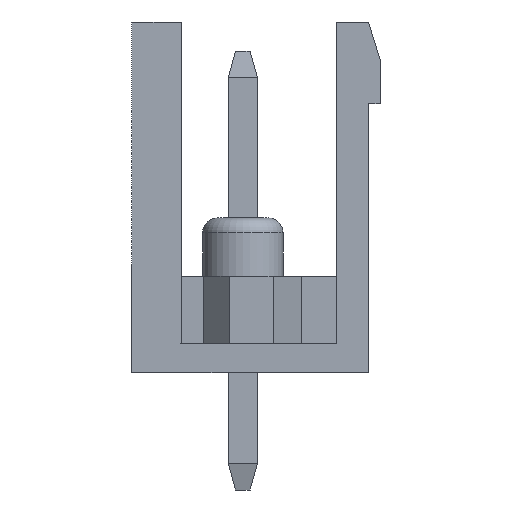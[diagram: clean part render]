
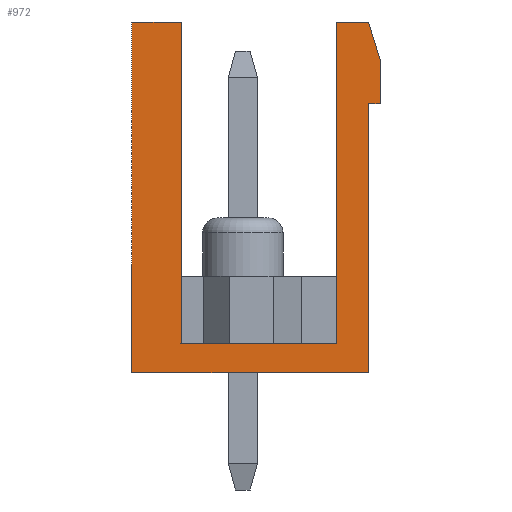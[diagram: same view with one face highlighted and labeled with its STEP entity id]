
A CAD part, left-side view. The second image highlights one B-rep face of the part: STEP entity #972.
In plain terms, the highlighted planar face has unit normal (-1, 0, 0).
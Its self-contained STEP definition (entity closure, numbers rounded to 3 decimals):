
#972 = ADVANCED_FACE( '', ( #2240 ), #2241, .F. );
#2240 = FACE_OUTER_BOUND( '', #3886, .T. );
#2241 = PLANE( '', #3887 );
#3886 = EDGE_LOOP( '', ( #6281, #6282, #6283, #6284, #6285, #6286, #6287, #6288, #6289, #6290, #6291 ) );
#3887 = AXIS2_PLACEMENT_3D( '', #6292, #6293, #6294 );
#6281 = ORIENTED_EDGE( '', *, *, #10887, .T. );
#6282 = ORIENTED_EDGE( '', *, *, #10888, .F. );
#6283 = ORIENTED_EDGE( '', *, *, #10889, .F. );
#6284 = ORIENTED_EDGE( '', *, *, #10890, .F. );
#6285 = ORIENTED_EDGE( '', *, *, #10353, .T. );
#6286 = ORIENTED_EDGE( '', *, *, #10891, .F. );
#6287 = ORIENTED_EDGE( '', *, *, #10892, .F. );
#6288 = ORIENTED_EDGE( '', *, *, #10893, .F. );
#6289 = ORIENTED_EDGE( '', *, *, #10894, .T. );
#6290 = ORIENTED_EDGE( '', *, *, #10222, .T. );
#6291 = ORIENTED_EDGE( '', *, *, #10895, .F. );
#6292 = CARTESIAN_POINT( '', ( -38.1, 0., 0. ) );
#6293 = DIRECTION( '', ( 1., 0., 0. ) );
#6294 = DIRECTION( '', ( 0., 0., -1. ) );
#10222 = EDGE_CURVE( '', #12263, #12264, #12265, .T. );
#10353 = EDGE_CURVE( '', #12502, #12500, #12503, .T. );
#10887 = EDGE_CURVE( '', #13418, #13419, #13420, .T. );
#10888 = EDGE_CURVE( '', #13421, #13419, #13422, .T. );
#10889 = EDGE_CURVE( '', #13423, #13421, #13424, .T. );
#10890 = EDGE_CURVE( '', #12502, #13423, #13425, .T. );
#10891 = EDGE_CURVE( '', #13426, #12500, #13427, .T. );
#10892 = EDGE_CURVE( '', #13428, #13426, #13429, .T. );
#10893 = EDGE_CURVE( '', #13430, #13428, #13431, .T. );
#10894 = EDGE_CURVE( '', #13430, #12263, #13432, .T. );
#10895 = EDGE_CURVE( '', #13418, #12264, #13433, .T. );
#12263 = VERTEX_POINT( '', #15291 );
#12264 = VERTEX_POINT( '', #15292 );
#12265 = LINE( '', #15293, #15294 );
#12500 = VERTEX_POINT( '', #15629 );
#12502 = VERTEX_POINT( '', #15632 );
#12503 = LINE( '', #15633, #15634 );
#13418 = VERTEX_POINT( '', #16948 );
#13419 = VERTEX_POINT( '', #16949 );
#13420 = LINE( '', #16950, #16951 );
#13421 = VERTEX_POINT( '', #16952 );
#13422 = LINE( '', #16953, #16954 );
#13423 = VERTEX_POINT( '', #16955 );
#13424 = LINE( '', #16956, #16957 );
#13425 = LINE( '', #16958, #16959 );
#13426 = VERTEX_POINT( '', #16960 );
#13427 = LINE( '', #16961, #16962 );
#13428 = VERTEX_POINT( '', #16963 );
#13429 = LINE( '', #16964, #16965 );
#13430 = VERTEX_POINT( '', #16966 );
#13431 = LINE( '', #16967, #16968 );
#13432 = LINE( '', #16969, #16970 );
#13433 = LINE( '', #16971, #16972 );
#15291 = CARTESIAN_POINT( '', ( -38.1, -4.05, 3.2 ) );
#15292 = CARTESIAN_POINT( '', ( -38.1, -4.45, 3.2 ) );
#15293 = CARTESIAN_POINT( '', ( -38.1, -4.05, 3.2 ) );
#15294 = VECTOR( '', #19561, 1000. );
#15629 = CARTESIAN_POINT( '', ( -38.1, 2.35, 6. ) );
#15632 = CARTESIAN_POINT( '', ( -38.1, 2.35, -5. ) );
#15633 = CARTESIAN_POINT( '', ( -38.1, 2.35, -5. ) );
#15634 = VECTOR( '', #19690, 1000. );
#16948 = CARTESIAN_POINT( '', ( -38.1, -4.45, 4.7 ) );
#16949 = CARTESIAN_POINT( '', ( -38.1, -4.05, 6. ) );
#16950 = CARTESIAN_POINT( '', ( -38.1, -4.45, 4.7 ) );
#16951 = VECTOR( '', #20195, 1000. );
#16952 = CARTESIAN_POINT( '', ( -38.1, -2.95, 6. ) );
#16953 = CARTESIAN_POINT( '', ( -38.1, 4.05, 6. ) );
#16954 = VECTOR( '', #20196, 1000. );
#16955 = CARTESIAN_POINT( '', ( -38.1, -2.95, -5. ) );
#16956 = CARTESIAN_POINT( '', ( -38.1, -2.95, -5. ) );
#16957 = VECTOR( '', #20197, 1000. );
#16958 = CARTESIAN_POINT( '', ( -38.1, 2.35, -5. ) );
#16959 = VECTOR( '', #20198, 1000. );
#16960 = CARTESIAN_POINT( '', ( -38.1, 4.05, 6. ) );
#16961 = CARTESIAN_POINT( '', ( -38.1, 4.05, 6. ) );
#16962 = VECTOR( '', #20199, 1000. );
#16963 = CARTESIAN_POINT( '', ( -38.1, 4.05, -6. ) );
#16964 = CARTESIAN_POINT( '', ( -38.1, 4.05, -6. ) );
#16965 = VECTOR( '', #20200, 1000. );
#16966 = CARTESIAN_POINT( '', ( -38.1, -4.05, -6. ) );
#16967 = CARTESIAN_POINT( '', ( -38.1, -4.45, -6. ) );
#16968 = VECTOR( '', #20201, 1000. );
#16969 = CARTESIAN_POINT( '', ( -38.1, -4.05, -6. ) );
#16970 = VECTOR( '', #20202, 1000. );
#16971 = CARTESIAN_POINT( '', ( -38.1, -4.45, 6. ) );
#16972 = VECTOR( '', #20203, 1000. );
#19561 = DIRECTION( '', ( 0., -1., 0. ) );
#19690 = DIRECTION( '', ( 0., 0., 1. ) );
#20195 = DIRECTION( '', ( 0., 0.294, 0.956 ) );
#20196 = DIRECTION( '', ( 0., -1., 0. ) );
#20197 = DIRECTION( '', ( 0., 0., 1. ) );
#20198 = DIRECTION( '', ( 0., -1., 0. ) );
#20199 = DIRECTION( '', ( 0., -1., 0. ) );
#20200 = DIRECTION( '', ( 0., 0., 1. ) );
#20201 = DIRECTION( '', ( 0., 1., 0. ) );
#20202 = DIRECTION( '', ( 0., 0., 1. ) );
#20203 = DIRECTION( '', ( 0., 0., -1. ) );
